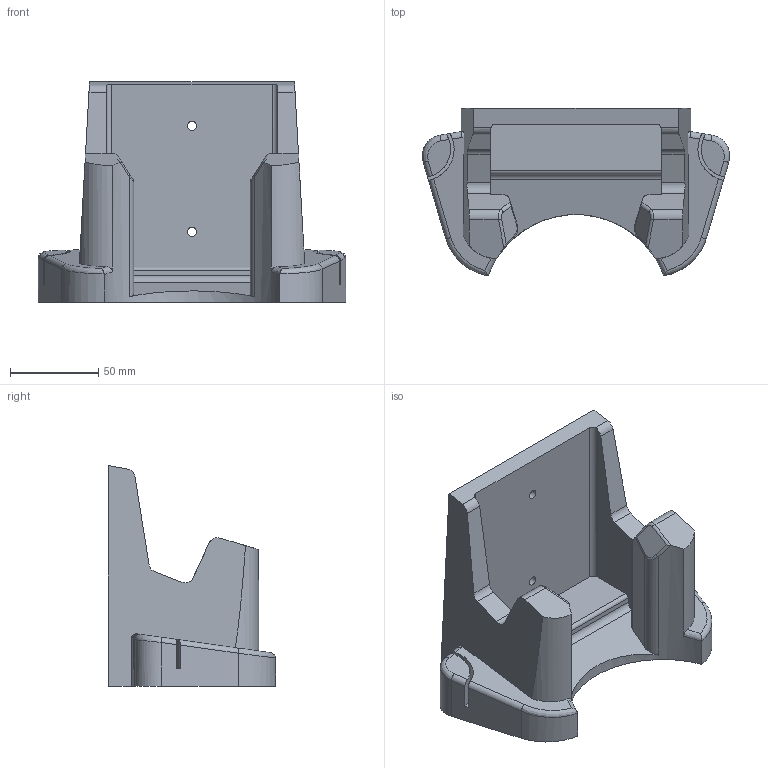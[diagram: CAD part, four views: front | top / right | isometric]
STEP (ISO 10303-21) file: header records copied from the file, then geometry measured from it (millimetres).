
FILE_DESCRIPTION(('FreeCAD Model'),'2;1');
FILE_NAME('Open CASCADE Shape Model','2025-09-17T20:25:23',(''),(''), 'Open CASCADE STEP processor 7.7','FreeCAD','Unknown');
FILE_SCHEMA(('AUTOMOTIVE_DESIGN { 1 0 10303 214 1 1 1 1 }'));
Length unit declared in the file: metre
Products named in the file (1): Body
Bounding box: 174 x 94.63 x 125 mm (x, y, z)
Volume: 499219.4 mm3; surface area: 82661.5 mm2
Topology: 1 solids, 1 shells, 94 faces, 270 edges, 178 vertices
Faces by surface type: cylinder 45, plane 37, bspline 12
Full cylindrical faces by diameter (mm): 5.2 x2
Entity records: 9709 total; most frequent: CARTESIAN_POINT 4671, DIRECTION 850, ORIENTED_EDGE 540, PCURVE 540, DEFINITIONAL_REPRESENTATION 540, LINE 483, VECTOR 483, EDGE_CURVE 270
